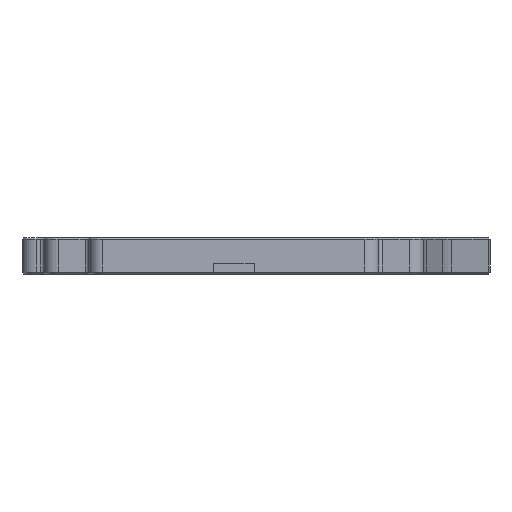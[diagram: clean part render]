
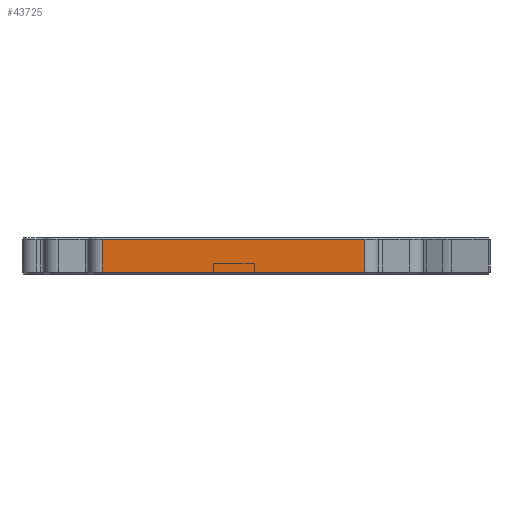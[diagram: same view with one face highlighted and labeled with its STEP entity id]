
A CAD part, left-side view. The second image highlights one B-rep face of the part: STEP entity #43725.
In plain terms, the highlighted planar face has unit normal (-1, 0, 0).
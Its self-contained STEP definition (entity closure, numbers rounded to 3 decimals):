
#42284 = VERTEX_POINT('',#42285);
#42285 = CARTESIAN_POINT('',(-40.5,66.,0.4));
#42309 = VERTEX_POINT('',#42310);
#42310 = CARTESIAN_POINT('',(-40.5,10.,0.4));
#42318 = EDGE_CURVE('',#42309,#42284,#42319,.T.);
#42319 = LINE('',#42320,#42321);
#42320 = CARTESIAN_POINT('',(-40.5,10.,0.4));
#42321 = VECTOR('',#42322,1.);
#42322 = DIRECTION('',(0.,1.,0.));
#43704 = EDGE_CURVE('',#42284,#43705,#43707,.T.);
#43705 = VERTEX_POINT('',#43706);
#43706 = CARTESIAN_POINT('',(-40.5,66.,7.4));
#43707 = LINE('',#43708,#43709);
#43708 = CARTESIAN_POINT('',(-40.5,66.,0.));
#43709 = VECTOR('',#43710,1.);
#43710 = DIRECTION('',(0.,0.,1.));
#43725 = ADVANCED_FACE('',(#43726),#43744,.F.);
#43726 = FACE_BOUND('',#43727,.F.);
#43727 = EDGE_LOOP('',(#43728,#43736,#43737,#43738));
#43728 = ORIENTED_EDGE('',*,*,#43729,.F.);
#43729 = EDGE_CURVE('',#42309,#43730,#43732,.T.);
#43730 = VERTEX_POINT('',#43731);
#43731 = CARTESIAN_POINT('',(-40.5,10.,7.4));
#43732 = LINE('',#43733,#43734);
#43733 = CARTESIAN_POINT('',(-40.5,10.,0.));
#43734 = VECTOR('',#43735,1.);
#43735 = DIRECTION('',(0.,0.,1.));
#43736 = ORIENTED_EDGE('',*,*,#42318,.T.);
#43737 = ORIENTED_EDGE('',*,*,#43704,.T.);
#43738 = ORIENTED_EDGE('',*,*,#43739,.F.);
#43739 = EDGE_CURVE('',#43730,#43705,#43740,.T.);
#43740 = LINE('',#43741,#43742);
#43741 = CARTESIAN_POINT('',(-40.5,10.,7.4));
#43742 = VECTOR('',#43743,1.);
#43743 = DIRECTION('',(0.,1.,0.));
#43744 = PLANE('',#43745);
#43745 = AXIS2_PLACEMENT_3D('',#43746,#43747,#43748);
#43746 = CARTESIAN_POINT('',(-40.5,66.,0.));
#43747 = DIRECTION('',(1.,0.,0.));
#43748 = DIRECTION('',(0.,-1.,0.));
